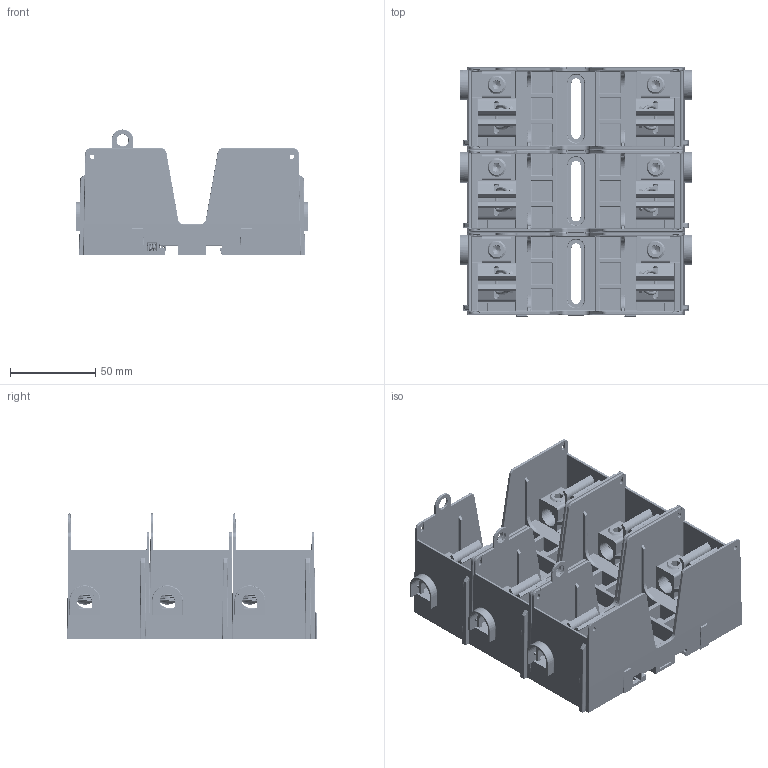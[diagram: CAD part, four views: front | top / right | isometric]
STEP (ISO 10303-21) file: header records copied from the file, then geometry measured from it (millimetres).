
FILE_DESCRIPTION (( 'STEP AP214' ), '1' );
FILE_NAME ('OUT-380447-3.STEP', '2024-02-27T15:00:31', ( '' ), ( '' ), 'SwSTEP 2.0', 'SolidWorks 2021', '' );
FILE_SCHEMA (( 'AUTOMOTIVE_DESIGN' ));
Length unit declared in the file: inch
Products named in the file (11): C08902PCLIP; 220034_2022N118; F09002SCREW-W-THREADS_92765A548 MCMASTER CARR; 310097; 280233^OUT-380447; 160436R1; OUT-380447-3; C08902SPRING; 1201778; C08902P; 310098
Assembly tree (41 placements, depth 3):
  OUT-380447-3
    1201778  x3
    160436R1  x6
    F09002SCREW-W-THREADS_92765A548 MCMASTER CARR  x6
    C08902P  x6
      C08902PCLIP
      C08902SPRING
    310098  x6
    310097  x6
    220034_2022N118  x3
    280233^OUT-380447  x3
Bounding box: 135.88 x 145.8 x 73.15 mm (x, y, z)
Volume: 278617.5 mm3; surface area: 250016.1 mm2
Topology: 48 solids, 48 shells, 4926 faces, 12204 edges, 7317 vertices
Faces by surface type: cylinder 1974, plane 1668, bspline 558, sphere 399, cone 189, torus 138
Entity records: 51333 total; most frequent: CARTESIAN_POINT 18747, ORIENTED_EDGE 7064, DIRECTION 6388, EDGE_CURVE 3532, AXIS2_PLACEMENT_3D 2274, VERTEX_POINT 2110, VECTOR 1840, LINE 1840
